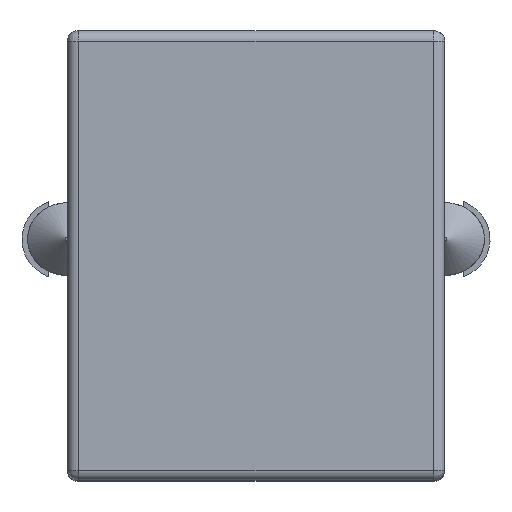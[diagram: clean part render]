
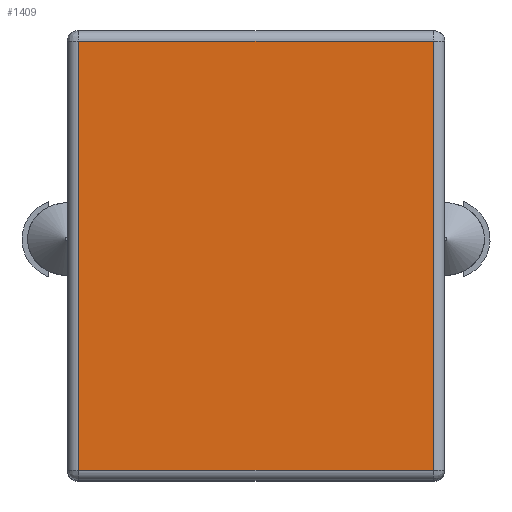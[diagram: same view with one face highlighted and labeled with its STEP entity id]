
A CAD part, top view. The second image highlights one B-rep face of the part: STEP entity #1409.
In plain terms, the highlighted free-form (B-spline) face has degree [1, 1] with [2, 2] control points.
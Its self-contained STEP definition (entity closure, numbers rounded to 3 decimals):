
#1409 = ADVANCED_FACE('',(#1410),#1440,.T.);
#1410 = FACE_BOUND('',#1411,.F.);
#1411 = EDGE_LOOP('',(#1412,#1421,#1428,#1435));
#1412 = ORIENTED_EDGE('',*,*,#1413,.T.);
#1413 = EDGE_CURVE('',#1414,#1416,#1418,.T.);
#1414 = VERTEX_POINT('',#1415);
#1415 = CARTESIAN_POINT('',(-5.64,-7.32,15.95));
#1416 = VERTEX_POINT('',#1417);
#1417 = CARTESIAN_POINT('',(-5.64,6.32,15.95));
#1418 = B_SPLINE_CURVE_WITH_KNOTS('',1,(#1419,#1420),.UNSPECIFIED.,.F.,
  .F.,(2,2),(0.3,12.7),.PIECEWISE_BEZIER_KNOTS.);
#1419 = CARTESIAN_POINT('',(-5.64,-7.32,15.95));
#1420 = CARTESIAN_POINT('',(-5.64,6.32,15.95));
#1421 = ORIENTED_EDGE('',*,*,#1422,.T.);
#1422 = EDGE_CURVE('',#1416,#1423,#1425,.T.);
#1423 = VERTEX_POINT('',#1424);
#1424 = CARTESIAN_POINT('',(5.64,6.32,15.95));
#1425 = B_SPLINE_CURVE_WITH_KNOTS('',1,(#1426,#1427),.UNSPECIFIED.,.F.,
  .F.,(2,2),(-9.7,-0.3),.PIECEWISE_BEZIER_KNOTS.);
#1426 = CARTESIAN_POINT('',(-5.64,6.32,15.95));
#1427 = CARTESIAN_POINT('',(5.64,6.32,15.95));
#1428 = ORIENTED_EDGE('',*,*,#1429,.T.);
#1429 = EDGE_CURVE('',#1423,#1430,#1432,.T.);
#1430 = VERTEX_POINT('',#1431);
#1431 = CARTESIAN_POINT('',(5.64,-7.32,15.95));
#1432 = B_SPLINE_CURVE_WITH_KNOTS('',1,(#1433,#1434),.UNSPECIFIED.,.F.,
  .F.,(2,2),(-12.7,-0.3),.PIECEWISE_BEZIER_KNOTS.);
#1433 = CARTESIAN_POINT('',(5.64,6.32,15.95));
#1434 = CARTESIAN_POINT('',(5.64,-7.32,15.95));
#1435 = ORIENTED_EDGE('',*,*,#1436,.T.);
#1436 = EDGE_CURVE('',#1430,#1414,#1437,.T.);
#1437 = B_SPLINE_CURVE_WITH_KNOTS('',1,(#1438,#1439),.UNSPECIFIED.,.F.,
  .F.,(2,2),(0.3,9.7),.PIECEWISE_BEZIER_KNOTS.);
#1438 = CARTESIAN_POINT('',(5.64,-7.32,15.95));
#1439 = CARTESIAN_POINT('',(-5.64,-7.32,15.95));
#1440 = B_SPLINE_SURFACE_WITH_KNOTS('',1,1,(
    (#1441,#1442)
    ,(#1443,#1444
    )),.UNSPECIFIED.,.F.,.F.,.F.,(2,2),(2,2),(-12.7,-0.3),(-9.7,-0.3),
  .PIECEWISE_BEZIER_KNOTS.);
#1441 = CARTESIAN_POINT('',(-5.64,6.32,15.95));
#1442 = CARTESIAN_POINT('',(5.64,6.32,15.95));
#1443 = CARTESIAN_POINT('',(-5.64,-7.32,15.95));
#1444 = CARTESIAN_POINT('',(5.64,-7.32,15.95));
